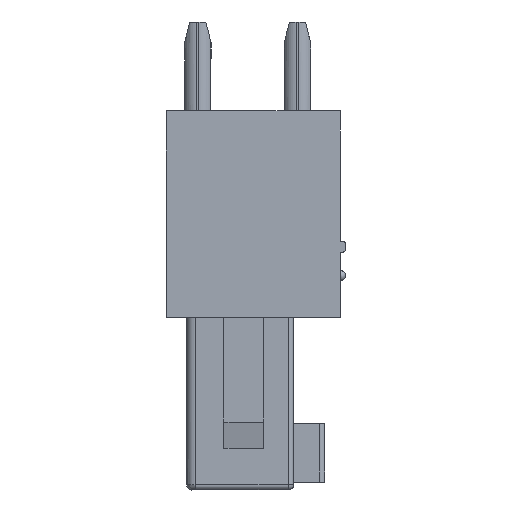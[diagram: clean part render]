
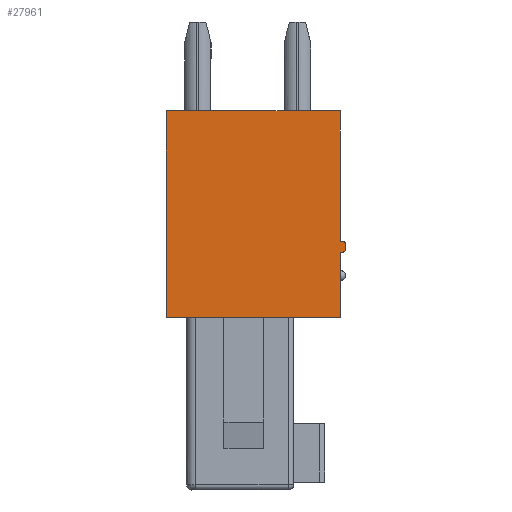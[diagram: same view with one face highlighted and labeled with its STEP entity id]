
A CAD part, left-side view. The second image highlights one B-rep face of the part: STEP entity #27961.
In plain terms, the highlighted planar face has unit normal (-1, 0, 0).
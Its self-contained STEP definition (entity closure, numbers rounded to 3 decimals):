
#3188=DIRECTION('',(0.,0.,1.));
#3189=VECTOR('',#3188,7.9);
#3190=CARTESIAN_POINT('',(-29.85,2.95,-7.9));
#3191=LINE('',#3190,#3189);
#3192=DIRECTION('',(0.,-1.,0.));
#3193=VECTOR('',#3192,6.65);
#3194=CARTESIAN_POINT('',(-29.85,2.95,0.));
#3195=LINE('',#3194,#3193);
#3196=DIRECTION('',(0.,0.,-1.));
#3197=VECTOR('',#3196,5.);
#3198=CARTESIAN_POINT('',(-29.85,-3.7,0.));
#3199=LINE('',#3198,#3197);
#3200=DIRECTION('',(0.,-1.,0.));
#3201=VECTOR('',#3200,0.1);
#3202=CARTESIAN_POINT('',(-29.85,-3.7,-5.));
#3203=LINE('',#3202,#3201);
#3204=CARTESIAN_POINT('',(-29.85,-3.8,-5.1));
#3205=DIRECTION('',(-1.,0.,0.));
#3206=DIRECTION('',(0.,-1.,0.));
#3207=AXIS2_PLACEMENT_3D('',#3204,#3205,#3206);
#3209=DIRECTION('',(0.,0.,-1.));
#3210=VECTOR('',#3209,0.2);
#3211=CARTESIAN_POINT('',(-29.85,-3.9,-5.1));
#3212=LINE('',#3211,#3210);
#3213=CARTESIAN_POINT('',(-29.85,-3.8,-5.3));
#3214=DIRECTION('',(-1.,0.,0.));
#3215=DIRECTION('',(0.,0.,-1.));
#3216=AXIS2_PLACEMENT_3D('',#3213,#3214,#3215);
#3218=DIRECTION('',(0.,1.,0.));
#3219=VECTOR('',#3218,0.1);
#3220=CARTESIAN_POINT('',(-29.85,-3.8,-5.4));
#3221=LINE('',#3220,#3219);
#3222=DIRECTION('',(0.,0.,-1.));
#3223=VECTOR('',#3222,2.5);
#3224=CARTESIAN_POINT('',(-29.85,-3.7,-5.4));
#3225=LINE('',#3224,#3223);
#3226=DIRECTION('',(0.,1.,0.));
#3227=VECTOR('',#3226,6.65);
#3228=CARTESIAN_POINT('',(-29.85,-3.7,-7.9));
#3229=LINE('',#3228,#3227);
#23390=CARTESIAN_POINT('',(-29.85,2.95,-7.9));
#23391=CARTESIAN_POINT('',(-29.85,2.95,0.));
#23392=VERTEX_POINT('',#23390);
#23393=VERTEX_POINT('',#23391);
#23394=CARTESIAN_POINT('',(-29.85,-3.7,0.));
#23395=VERTEX_POINT('',#23394);
#23396=CARTESIAN_POINT('',(-29.85,-3.7,-5.));
#23397=VERTEX_POINT('',#23396);
#23398=CARTESIAN_POINT('',(-29.85,-3.7,-5.4));
#23399=CARTESIAN_POINT('',(-29.85,-3.7,-7.9));
#23400=VERTEX_POINT('',#23398);
#23401=VERTEX_POINT('',#23399);
#23402=CARTESIAN_POINT('',(-29.85,-3.8,-5.4));
#23403=CARTESIAN_POINT('',(-29.85,-3.9,-5.3));
#23404=VERTEX_POINT('',#23402);
#23405=VERTEX_POINT('',#23403);
#23406=CARTESIAN_POINT('',(-29.85,-3.9,-5.1));
#23407=VERTEX_POINT('',#23406);
#23408=CARTESIAN_POINT('',(-29.85,-3.8,-5.));
#23409=VERTEX_POINT('',#23408);
#27937=CARTESIAN_POINT('',(-29.85,-6.95,-16.179));
#27938=DIRECTION('',(-1.,0.,0.));
#27939=DIRECTION('',(0.,0.,1.));
#27940=AXIS2_PLACEMENT_3D('',#27937,#27938,#27939);
#27941=PLANE('',#27940);
#27943=ORIENTED_EDGE('',*,*,#27942,.T.);
#27944=ORIENTED_EDGE('',*,*,#24513,.T.);
#27945=ORIENTED_EDGE('',*,*,#23574,.T.);
#27947=ORIENTED_EDGE('',*,*,#27946,.T.);
#27949=ORIENTED_EDGE('',*,*,#27948,.F.);
#27951=ORIENTED_EDGE('',*,*,#27950,.T.);
#27953=ORIENTED_EDGE('',*,*,#27952,.F.);
#27955=ORIENTED_EDGE('',*,*,#27954,.T.);
#27956=ORIENTED_EDGE('',*,*,#23806,.T.);
#27958=ORIENTED_EDGE('',*,*,#27957,.T.);
#27959=EDGE_LOOP('',(#27943,#27944,#27945,#27947,#27949,#27951,#27953,#27955,
#27956,#27958));
#27960=FACE_OUTER_BOUND('',#27959,.F.);
#27961=ADVANCED_FACE('',(#27960),#27941,.T.);
#3208=CIRCLE('',#3207,0.1);
#3217=CIRCLE('',#3216,0.1);
#23574=EDGE_CURVE('',#23395,#23397,#3199,.T.);
#23806=EDGE_CURVE('',#23400,#23401,#3225,.T.);
#24513=EDGE_CURVE('',#23393,#23395,#3195,.T.);
#27942=EDGE_CURVE('',#23392,#23393,#3191,.T.);
#27946=EDGE_CURVE('',#23397,#23409,#3203,.T.);
#27948=EDGE_CURVE('',#23407,#23409,#3208,.T.);
#27950=EDGE_CURVE('',#23407,#23405,#3212,.T.);
#27952=EDGE_CURVE('',#23404,#23405,#3217,.T.);
#27954=EDGE_CURVE('',#23404,#23400,#3221,.T.);
#27957=EDGE_CURVE('',#23401,#23392,#3229,.T.);
